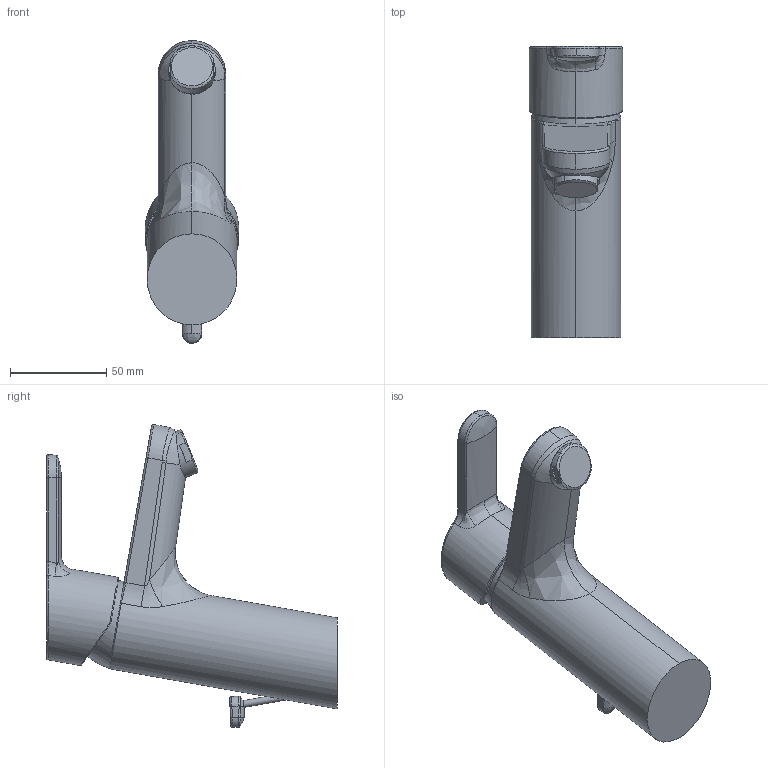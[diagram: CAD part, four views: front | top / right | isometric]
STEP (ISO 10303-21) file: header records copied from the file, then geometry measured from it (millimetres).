
FILE_DESCRIPTION (( 'STEP AP203' ), '1' );
FILE_NAME ('49562203.STEP', '2018-01-22T14:21:36', ( '' ), ( '' ), 'SwSTEP 2.0', 'SolidWorks 2016', '' );
FILE_SCHEMA (( 'CONFIG_CONTROL_DESIGN' ));
Length unit declared in the file: millimetre
Products named in the file (1): 49562203
Bounding box: 48.5 x 150.87 x 157.09 mm (x, y, z)
Volume: 324109.5 mm3; surface area: 41874.2 mm2
Topology: 1 solids, 4 shells, 148 faces, 372 edges, 231 vertices
Faces by surface type: bspline 66, cylinder 43, plane 26, cone 11, torus 2
Entity records: 11303 total; most frequent: CARTESIAN_POINT 8347, ORIENTED_EDGE 740, EDGE_CURVE 370, DIRECTION 360, VERTEX_POINT 231, B_SPLINE_CURVE_WITH_KNOTS 219, EDGE_LOOP 151, ADVANCED_FACE 148
